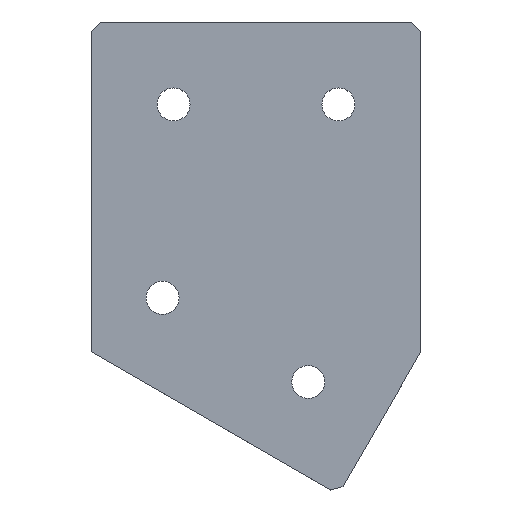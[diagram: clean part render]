
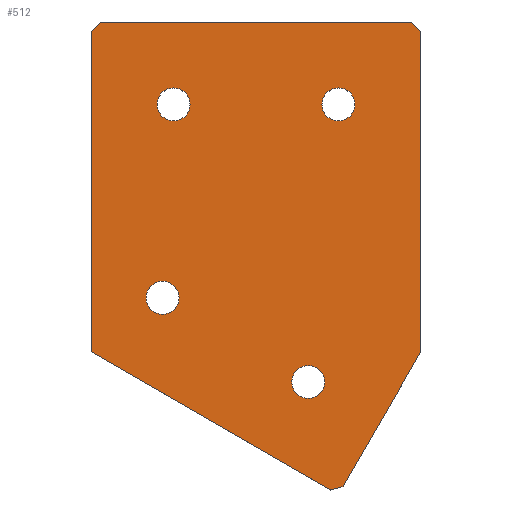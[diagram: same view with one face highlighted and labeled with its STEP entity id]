
A CAD part, top view. The second image highlights one B-rep face of the part: STEP entity #512.
In plain terms, the highlighted planar face has unit normal (0, 0, 1).
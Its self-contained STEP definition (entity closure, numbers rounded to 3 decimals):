
#1 = CARTESIAN_POINT ( 'NONE',  ( 59.264, -102.736, 0. ) ) ;
#5 = CARTESIAN_POINT ( 'NONE',  ( 22.5, -22.5, 0. ) ) ;
#6 = CARTESIAN_POINT ( 'NONE',  ( 43.75, 43.75, 0. ) ) ;
#9 = CARTESIAN_POINT ( 'NONE',  ( 67.5, -128.971, 0. ) ) ;
#15 = VERTEX_POINT ( 'NONE', #366 ) ;
#16 = DIRECTION ( 'NONE',  ( 0., 0., -1. ) ) ;
#24 = ORIENTED_EDGE ( 'NONE', *, *, #557, .T. ) ;
#31 = CIRCLE ( 'NONE', #530, 4.5 ) ;
#32 = ORIENTED_EDGE ( 'NONE', *, *, #479, .T. ) ;
#35 = ORIENTED_EDGE ( 'NONE', *, *, #563, .F. ) ;
#43 = EDGE_CURVE ( 'NONE', #276, #474, #580, .T. ) ;
#44 = FACE_BOUND ( 'NONE', #125, .T. ) ;
#47 = FACE_BOUND ( 'NONE', #195, .T. ) ;
#49 = VERTEX_POINT ( 'NONE', #318 ) ;
#51 = LINE ( 'NONE', #9, #116 ) ;
#56 = DIRECTION ( 'NONE',  ( -0.5, -0.866, 0. ) ) ;
#57 = DIRECTION ( 'NONE',  ( 0., 1., 0. ) ) ;
#59 = FACE_OUTER_BOUND ( 'NONE', #381, .T. ) ;
#62 = AXIS2_PLACEMENT_3D ( 'NONE', #467, #78, #615 ) ;
#66 = VERTEX_POINT ( 'NONE', #517 ) ;
#73 = EDGE_CURVE ( 'NONE', #598, #201, #361, .T. ) ;
#74 = CIRCLE ( 'NONE', #141, 4.5 ) ;
#78 = DIRECTION ( 'NONE',  ( 0., 0., -1. ) ) ;
#79 = ORIENTED_EDGE ( 'NONE', *, *, #624, .T. ) ;
#81 = ORIENTED_EDGE ( 'NONE', *, *, #100, .T. ) ;
#84 = CIRCLE ( 'NONE', #182, 4.5 ) ;
#89 = VERTEX_POINT ( 'NONE', #465 ) ;
#93 = VECTOR ( 'NONE', #582, 1000. ) ;
#95 = CARTESIAN_POINT ( 'NONE',  ( 90., 0., 0. ) ) ;
#97 = FACE_BOUND ( 'NONE', #495, .T. ) ;
#98 = LINE ( 'NONE', #6, #415 ) ;
#100 = EDGE_CURVE ( 'NONE', #49, #450, #364, .T. ) ;
#103 = ORIENTED_EDGE ( 'NONE', *, *, #167, .T. ) ;
#106 = DIRECTION ( 'NONE',  ( 0., 1., 0. ) ) ;
#107 = CARTESIAN_POINT ( 'NONE',  ( 90., -90., 0. ) ) ;
#116 = VECTOR ( 'NONE', #56, 1000. ) ;
#124 = ORIENTED_EDGE ( 'NONE', *, *, #43, .T. ) ;
#125 = EDGE_LOOP ( 'NONE', ( #498, #547 ) ) ;
#138 = LINE ( 'NONE', #196, #522 ) ;
#139 = DIRECTION ( 'NONE',  ( 0., 1., 0. ) ) ;
#141 = AXIS2_PLACEMENT_3D ( 'NONE', #179, #575, #139 ) ;
#143 = CARTESIAN_POINT ( 'NONE',  ( 19.486, -75.269, 0. ) ) ;
#163 = CIRCLE ( 'NONE', #281, 4.5 ) ;
#167 = EDGE_CURVE ( 'NONE', #474, #276, #280, .T. ) ;
#169 = ORIENTED_EDGE ( 'NONE', *, *, #73, .T. ) ;
#176 = EDGE_CURVE ( 'NONE', #207, #89, #74, .T. ) ;
#179 = CARTESIAN_POINT ( 'NONE',  ( 19.486, -75.269, 0. ) ) ;
#182 = AXIS2_PLACEMENT_3D ( 'NONE', #143, #439, #436 ) ;
#185 = CARTESIAN_POINT ( 'NONE',  ( 19.486, -79.769, 0. ) ) ;
#191 = AXIS2_PLACEMENT_3D ( 'NONE', #424, #385, #332 ) ;
#192 = VECTOR ( 'NONE', #597, 1000. ) ;
#193 = CARTESIAN_POINT ( 'NONE',  ( 90., -2.5, 0. ) ) ;
#194 = LINE ( 'NONE', #246, #192 ) ;
#195 = EDGE_LOOP ( 'NONE', ( #79, #24 ) ) ;
#196 = CARTESIAN_POINT ( 'NONE',  ( 0., 0., 0. ) ) ;
#201 = VERTEX_POINT ( 'NONE', #476 ) ;
#203 = AXIS2_PLACEMENT_3D ( 'NONE', #249, #382, #235 ) ;
#207 = VERTEX_POINT ( 'NONE', #185 ) ;
#209 = CARTESIAN_POINT ( 'NONE',  ( 67.5, -22.5, 0. ) ) ;
#211 = DIRECTION ( 'NONE',  ( 0., 1., 0. ) ) ;
#214 = VECTOR ( 'NONE', #457, 1000. ) ;
#235 = DIRECTION ( 'NONE',  ( 1., 0., 0. ) ) ;
#236 = DIRECTION ( 'NONE',  ( 0., 1., 0. ) ) ;
#239 = DIRECTION ( 'NONE',  ( 0., 0., -1. ) ) ;
#246 = CARTESIAN_POINT ( 'NONE',  ( 0., -90., 0. ) ) ;
#249 = CARTESIAN_POINT ( 'NONE',  ( 0., 0., 0. ) ) ;
#269 = ORIENTED_EDGE ( 'NONE', *, *, #410, .T. ) ;
#270 = EDGE_CURVE ( 'NONE', #66, #201, #532, .T. ) ;
#276 = VERTEX_POINT ( 'NONE', #429 ) ;
#280 = CIRCLE ( 'NONE', #191, 4.5 ) ;
#281 = AXIS2_PLACEMENT_3D ( 'NONE', #209, #537, #57 ) ;
#285 = CARTESIAN_POINT ( 'NONE',  ( 0., 0., 0. ) ) ;
#293 = EDGE_LOOP ( 'NONE', ( #124, #103 ) ) ;
#299 = FACE_BOUND ( 'NONE', #293, .T. ) ;
#301 = ORIENTED_EDGE ( 'NONE', *, *, #503, .F. ) ;
#313 = EDGE_CURVE ( 'NONE', #518, #446, #31, .T. ) ;
#316 = CARTESIAN_POINT ( 'NONE',  ( 1.25, -1.25, 0. ) ) ;
#317 = VERTEX_POINT ( 'NONE', #107 ) ;
#318 = CARTESIAN_POINT ( 'NONE',  ( 65.335, -127.721, 0. ) ) ;
#331 = VECTOR ( 'NONE', #236, 1000. ) ;
#332 = DIRECTION ( 'NONE',  ( 0., 1., 0. ) ) ;
#339 = EDGE_CURVE ( 'NONE', #49, #66, #194, .T. ) ;
#347 = DIRECTION ( 'NONE',  ( 0., 1., 0. ) ) ;
#352 = ORIENTED_EDGE ( 'NONE', *, *, #574, .F. ) ;
#361 = LINE ( 'NONE', #316, #214 ) ;
#363 = CIRCLE ( 'NONE', #471, 4.5 ) ;
#364 = LINE ( 'NONE', #564, #481 ) ;
#366 = CARTESIAN_POINT ( 'NONE',  ( 87.5, 0., 0. ) ) ;
#368 = EDGE_CURVE ( 'NONE', #446, #518, #163, .T. ) ;
#369 = ORIENTED_EDGE ( 'NONE', *, *, #176, .T. ) ;
#372 = VERTEX_POINT ( 'NONE', #391 ) ;
#381 = EDGE_LOOP ( 'NONE', ( #613, #81, #35, #352, #269, #301, #169, #462 ) ) ;
#382 = DIRECTION ( 'NONE',  ( 0., 0., 1. ) ) ;
#385 = DIRECTION ( 'NONE',  ( 0., 0., -1. ) ) ;
#391 = CARTESIAN_POINT ( 'NONE',  ( 22.5, -18., 0. ) ) ;
#407 = AXIS2_PLACEMENT_3D ( 'NONE', #5, #531, #106 ) ;
#410 = EDGE_CURVE ( 'NONE', #490, #15, #98, .T. ) ;
#415 = VECTOR ( 'NONE', #497, 1000. ) ;
#424 = CARTESIAN_POINT ( 'NONE',  ( 59.264, -98.236, 0. ) ) ;
#429 = CARTESIAN_POINT ( 'NONE',  ( 59.264, -93.736, 0. ) ) ;
#431 = CARTESIAN_POINT ( 'NONE',  ( 22.5, -27., 0. ) ) ;
#436 = DIRECTION ( 'NONE',  ( 0., 1., 0. ) ) ;
#439 = DIRECTION ( 'NONE',  ( 0., 0., -1. ) ) ;
#446 = VERTEX_POINT ( 'NONE', #583 ) ;
#450 = VERTEX_POINT ( 'NONE', #552 ) ;
#455 = CARTESIAN_POINT ( 'NONE',  ( 22.5, -22.5, 0. ) ) ;
#457 = DIRECTION ( 'NONE',  ( -0.707, -0.707, 0. ) ) ;
#462 = ORIENTED_EDGE ( 'NONE', *, *, #270, .F. ) ;
#465 = CARTESIAN_POINT ( 'NONE',  ( 19.486, -70.769, 0. ) ) ;
#467 = CARTESIAN_POINT ( 'NONE',  ( 59.264, -98.236, 0. ) ) ;
#471 = AXIS2_PLACEMENT_3D ( 'NONE', #455, #16, #211 ) ;
#474 = VERTEX_POINT ( 'NONE', #1 ) ;
#476 = CARTESIAN_POINT ( 'NONE',  ( 0., -2.5, 0. ) ) ;
#479 = EDGE_CURVE ( 'NONE', #89, #207, #84, .T. ) ;
#481 = VECTOR ( 'NONE', #510, 1000. ) ;
#482 = CIRCLE ( 'NONE', #407, 4.5 ) ;
#485 = CARTESIAN_POINT ( 'NONE',  ( 2.5, 0., 0. ) ) ;
#490 = VERTEX_POINT ( 'NONE', #193 ) ;
#492 = PLANE ( 'NONE',  #203 ) ;
#495 = EDGE_LOOP ( 'NONE', ( #32, #369 ) ) ;
#497 = DIRECTION ( 'NONE',  ( -0.707, 0.707, 0. ) ) ;
#498 = ORIENTED_EDGE ( 'NONE', *, *, #313, .T. ) ;
#503 = EDGE_CURVE ( 'NONE', #598, #15, #138, .T. ) ;
#510 = DIRECTION ( 'NONE',  ( 0.966, 0.259, 0. ) ) ;
#512 = ADVANCED_FACE ( 'NONE', ( #47, #44, #97, #299, #59 ), #492, .T. ) ;
#517 = CARTESIAN_POINT ( 'NONE',  ( 0., -90., 0. ) ) ;
#518 = VERTEX_POINT ( 'NONE', #592 ) ;
#522 = VECTOR ( 'NONE', #588, 1000. ) ;
#530 = AXIS2_PLACEMENT_3D ( 'NONE', #630, #239, #347 ) ;
#531 = DIRECTION ( 'NONE',  ( 0., 0., -1. ) ) ;
#532 = LINE ( 'NONE', #285, #331 ) ;
#537 = DIRECTION ( 'NONE',  ( 0., 0., -1. ) ) ;
#547 = ORIENTED_EDGE ( 'NONE', *, *, #368, .T. ) ;
#552 = CARTESIAN_POINT ( 'NONE',  ( 68.75, -126.806, 0. ) ) ;
#557 = EDGE_CURVE ( 'NONE', #608, #372, #482, .T. ) ;
#563 = EDGE_CURVE ( 'NONE', #317, #450, #51, .T. ) ;
#564 = CARTESIAN_POINT ( 'NONE',  ( 36.307, -135.499, 0. ) ) ;
#574 = EDGE_CURVE ( 'NONE', #490, #317, #625, .T. ) ;
#575 = DIRECTION ( 'NONE',  ( 0., 0., -1. ) ) ;
#580 = CIRCLE ( 'NONE', #62, 4.5 ) ;
#582 = DIRECTION ( 'NONE',  ( 0., -1., 0. ) ) ;
#583 = CARTESIAN_POINT ( 'NONE',  ( 67.5, -27., 0. ) ) ;
#588 = DIRECTION ( 'NONE',  ( 1., 0., 0. ) ) ;
#592 = CARTESIAN_POINT ( 'NONE',  ( 67.5, -18., 0. ) ) ;
#597 = DIRECTION ( 'NONE',  ( -0.866, 0.5, 0. ) ) ;
#598 = VERTEX_POINT ( 'NONE', #485 ) ;
#608 = VERTEX_POINT ( 'NONE', #431 ) ;
#613 = ORIENTED_EDGE ( 'NONE', *, *, #339, .F. ) ;
#615 = DIRECTION ( 'NONE',  ( 0., 1., 0. ) ) ;
#624 = EDGE_CURVE ( 'NONE', #372, #608, #363, .T. ) ;
#625 = LINE ( 'NONE', #95, #93 ) ;
#630 = CARTESIAN_POINT ( 'NONE',  ( 67.5, -22.5, 0. ) ) ;
